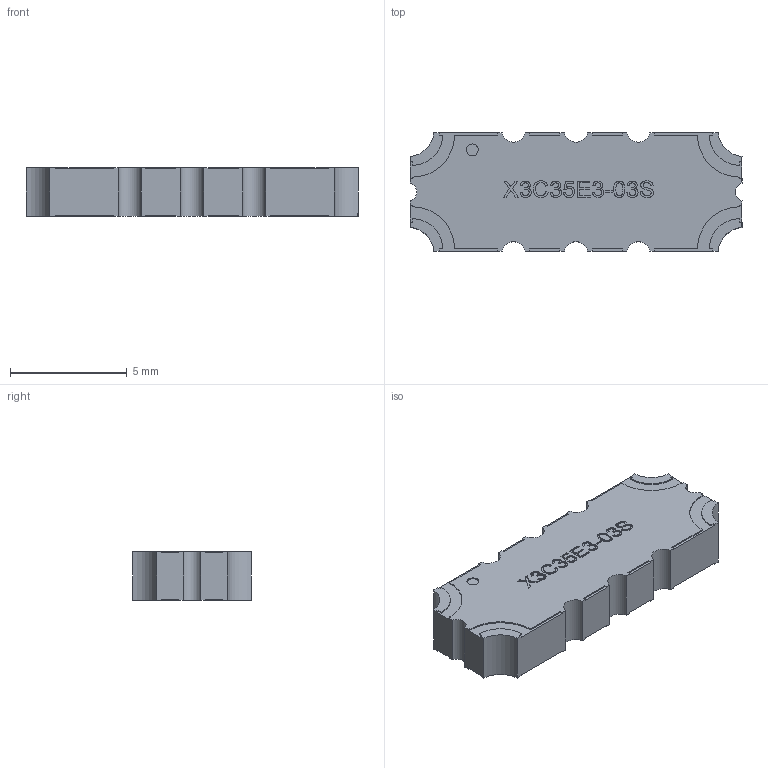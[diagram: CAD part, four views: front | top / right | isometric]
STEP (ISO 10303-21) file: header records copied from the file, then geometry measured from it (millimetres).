
FILE_DESCRIPTION (( 'STEP AP203' ), '1' );
FILE_NAME ('X3C35E3-03S.STEP', '2025-06-17T13:51:57', ( '' ), ( '' ), 'SwSTEP 2.0', 'SolidWorks 2023', '' );
FILE_SCHEMA (( 'CONFIG_CONTROL_DESIGN' ));
Length unit declared in the file: inch
Products named in the file (1): X3C35E3-03S
Bounding box: 14.22 x 5.08 x 2.08 mm (x, y, z)
Volume: 138.5 mm3; surface area: 220.6 mm2
Topology: 1 solids, 1 shells, 335 faces, 957 edges, 638 vertices
Faces by surface type: plane 208, bspline 101, cylinder 26
Entity records: 16424 total; most frequent: CARTESIAN_POINT 8240, ORIENTED_EDGE 1914, DIRECTION 1277, EDGE_CURVE 957, VECTOR 703, LINE 703, VERTEX_POINT 638, EDGE_LOOP 349
